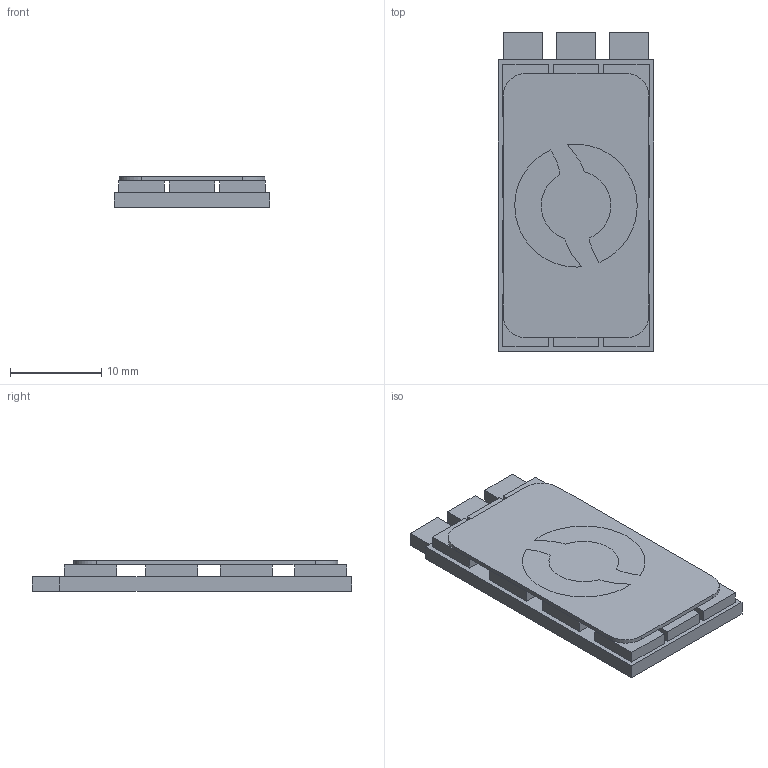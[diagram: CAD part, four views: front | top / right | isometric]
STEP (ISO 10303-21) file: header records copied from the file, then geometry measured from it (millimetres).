
FILE_DESCRIPTION(/* description */ (''),/* implementation_level */ '2;1');
FILE_NAME(/* name */ 'BESC30-R3 v1.step',/* time_stamp */ '2023-02-08T22:55:14-08:00',/* author */ (''),/* organization */ (''),/* preprocessor_version */ 'ST-DEVELOPER v19.2',/* originating_system */ 'Autodesk Translation Framework v11.17.0.187',/* authorisation */ '');
FILE_SCHEMA (('AUTOMOTIVE_DESIGN { 1 0 10303 214 3 1 1 }'));
Length unit declared in the file: millimetre
Products named in the file (4): BESC30-R3; BASICESC-G-PCB-X1; BASICESC-E-MOSFET; BASICESC-M-HEAT-SPREADER-X1
Assembly tree (14 placements, depth 2):
  BESC30-R3
    BASICESC-G-PCB-X1
    BASICESC-E-MOSFET  x12
    BASICESC-M-HEAT-SPREADER-X1
Bounding box: 17.1 x 35 x 3.35 mm (x, y, z)
Volume: 1592.3 mm3; surface area: 3339 mm2
Topology: 14 solids, 14 shells, 105 faces, 230 edges, 158 vertices
Faces by surface type: plane 101, cylinder 4
Entity records: 1435 total; most frequent: CARTESIAN_POINT 266, DIRECTION 206, ORIENTED_EDGE 196, EDGE_CURVE 98, LINE 76, VECTOR 76, VERTEX_POINT 70, AXIS2_PLACEMENT_3D 65
